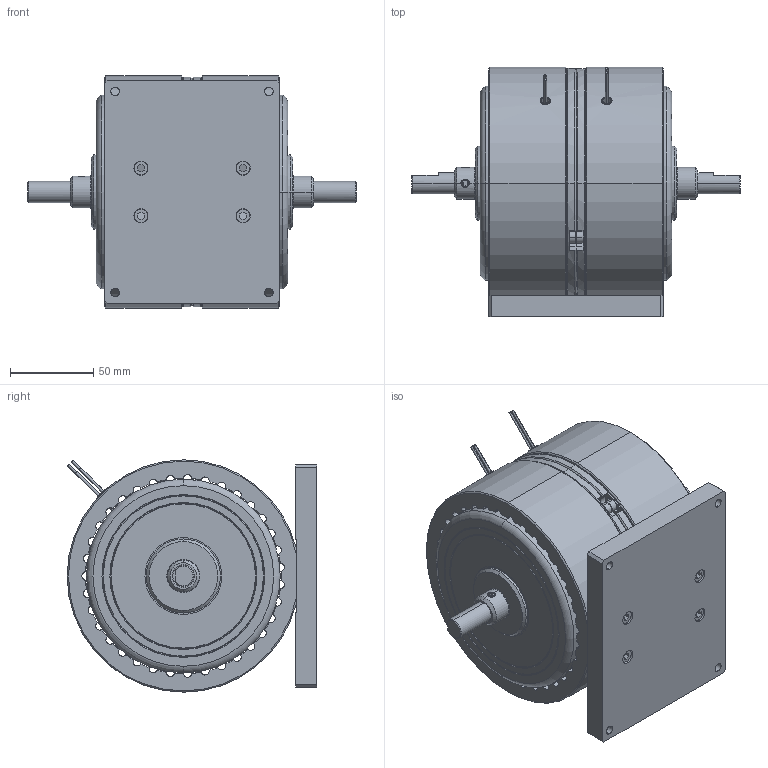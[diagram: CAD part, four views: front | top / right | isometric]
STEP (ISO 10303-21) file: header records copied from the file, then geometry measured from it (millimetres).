
FILE_DESCRIPTION (( 'STEP AP203' ), '1' );
FILE_NAME ('HB-840_EF.STEP', '2013-03-12T20:43:05', ( 'Jeff' ), ( '' ), 'SwSTEP 2.0', 'SolidWorks 2013', '' );
FILE_SCHEMA (( 'CONFIG_CONTROL_DESIGN' ));
Length unit declared in the file: inch
Products named in the file (1): HB-840_EF
Bounding box: 196.85 x 149.66 x 139.29 mm (x, y, z)
Surface area: 154638.7 mm2 (no closed solid volume)
Topology: 0 solids, 32 shells, 505 faces, 2052 edges, 1578 vertices
Faces by surface type: cylinder 228, plane 153, cone 116, torus 8
Entity records: 22335 total; most frequent: CARTESIAN_POINT 5780, DIRECTION 3434, ORIENTED_EDGE 2987, EDGE_CURVE 2052, VERTEX_POINT 1578, AXIS2_PLACEMENT_3D 1340, CIRCLE 834, LINE 754
